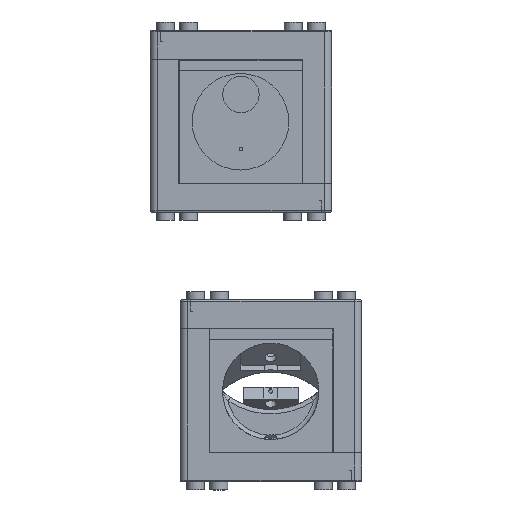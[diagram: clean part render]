
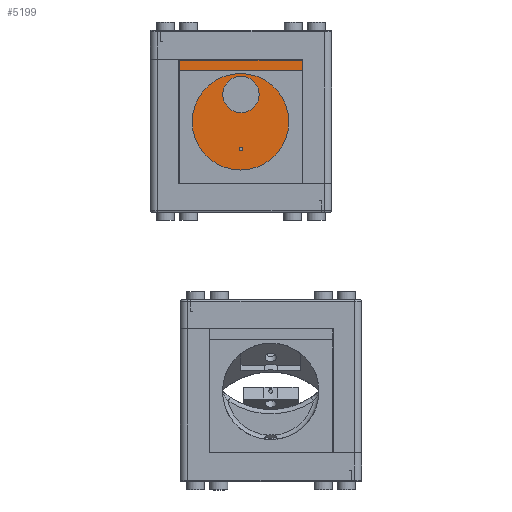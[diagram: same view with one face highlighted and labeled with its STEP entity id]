
A CAD part, front view. The second image highlights one B-rep face of the part: STEP entity #5199.
In plain terms, the highlighted planar face has unit normal (0, -1, 0).
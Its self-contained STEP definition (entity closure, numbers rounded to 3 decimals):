
#128=FACE_BOUND('',#813,.T.);
#195=CIRCLE('',#5655,5.);
#512=FACE_OUTER_BOUND('',#812,.T.);
#812=EDGE_LOOP('',(#3643,#3644,#3645,#3646));
#813=EDGE_LOOP('',(#3647));
#1223=LINE('',#7897,#1758);
#1237=LINE('',#7924,#1772);
#1238=LINE('',#7927,#1773);
#1239=LINE('',#7928,#1774);
#1758=VECTOR('',#6304,10.);
#1772=VECTOR('',#6330,10.);
#1773=VECTOR('',#6333,10.);
#1774=VECTOR('',#6334,10.);
#2259=VERTEX_POINT('',#7853);
#2272=VERTEX_POINT('',#7894);
#2273=VERTEX_POINT('',#7896);
#2280=VERTEX_POINT('',#7922);
#2281=VERTEX_POINT('',#7926);
#2774=EDGE_CURVE('',#2259,#2259,#195,.T.);
#2795=EDGE_CURVE('',#2272,#2273,#1223,.T.);
#2809=EDGE_CURVE('',#2280,#2273,#1237,.T.);
#2810=EDGE_CURVE('',#2280,#2281,#1238,.T.);
#2811=EDGE_CURVE('',#2281,#2272,#1239,.T.);
#3643=ORIENTED_EDGE('',*,*,#2810,.F.);
#3644=ORIENTED_EDGE('',*,*,#2809,.T.);
#3645=ORIENTED_EDGE('',*,*,#2795,.F.);
#3646=ORIENTED_EDGE('',*,*,#2811,.F.);
#3647=ORIENTED_EDGE('',*,*,#2774,.T.);
#4997=PLANE('',#5673);
#5199=ADVANCED_FACE('',(#512,#128),#4997,.T.);
#5655=AXIS2_PLACEMENT_3D('',#7854,#6263,#6264);
#5673=AXIS2_PLACEMENT_3D('',#7925,#6331,#6332);
#6263=DIRECTION('center_axis',(0.,1.,0.));
#6264=DIRECTION('ref_axis',(1.,0.,0.));
#6304=DIRECTION('',(1.,0.,0.));
#6330=DIRECTION('',(0.,0.,1.));
#6331=DIRECTION('center_axis',(0.,-1.,0.));
#6332=DIRECTION('ref_axis',(1.,0.,0.));
#6333=DIRECTION('',(-1.,0.,0.));
#6334=DIRECTION('',(0.,0.,1.));
#7853=CARTESIAN_POINT('',(-5.,-24.9,24.4));
#7854=CARTESIAN_POINT('Origin',(0.,-24.9,24.4));
#7894=CARTESIAN_POINT('',(-16.801,-24.9,33.8));
#7896=CARTESIAN_POINT('',(16.801,-24.9,33.8));
#7897=CARTESIAN_POINT('',(-8.4,-24.9,33.8));
#7922=CARTESIAN_POINT('',(16.801,-24.9,0.));
#7924=CARTESIAN_POINT('',(16.801,-24.9,0.));
#7925=CARTESIAN_POINT('Origin',(-16.801,-24.9,0.));
#7926=CARTESIAN_POINT('',(-16.801,-24.9,0.));
#7927=CARTESIAN_POINT('',(16.801,-24.9,0.));
#7928=CARTESIAN_POINT('',(-16.801,-24.9,0.));
